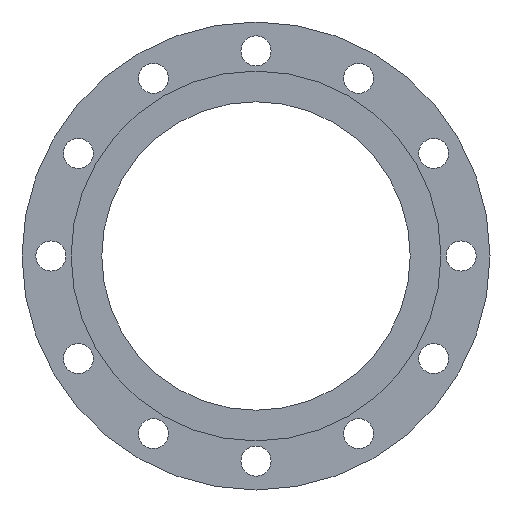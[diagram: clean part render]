
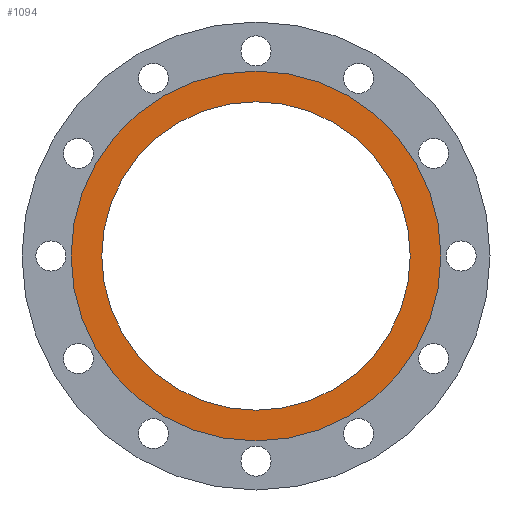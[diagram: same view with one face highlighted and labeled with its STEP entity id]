
A CAD part, front view. The second image highlights one B-rep face of the part: STEP entity #1094.
In plain terms, the highlighted planar face has unit normal (0, -1, 0).
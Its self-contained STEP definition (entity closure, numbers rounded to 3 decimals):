
#15 = ORIENTED_EDGE ( 'NONE', *, *, #1205, .F. ) ;
#17 = ORIENTED_EDGE ( 'NONE', *, *, #266, .T. ) ;
#44 = ORIENTED_EDGE ( 'NONE', *, *, #1286, .T. ) ;
#76 = CARTESIAN_POINT ( 'NONE',  ( 0., 0., 0. ) ) ;
#113 = CARTESIAN_POINT ( 'NONE',  ( 0., 0., 133.5 ) ) ;
#215 = CARTESIAN_POINT ( 'NONE',  ( 0., 0., 0. ) ) ;
#266 = EDGE_CURVE ( 'NONE', #945, #1004, #955, .T. ) ;
#368 = VERTEX_POINT ( 'NONE', #1087 ) ;
#382 = AXIS2_PLACEMENT_3D ( 'NONE', #850, #1292, #558 ) ;
#408 = PLANE ( 'NONE',  #382 ) ;
#443 = DIRECTION ( 'NONE',  ( 0., 1., 0. ) ) ;
#499 = CARTESIAN_POINT ( 'NONE',  ( 0., 0., 0. ) ) ;
#523 = AXIS2_PLACEMENT_3D ( 'NONE', #76, #1066, #1312 ) ;
#530 = DIRECTION ( 'NONE',  ( 0., 1., 0. ) ) ;
#551 = DIRECTION ( 'NONE',  ( 0., 0., 1. ) ) ;
#558 = DIRECTION ( 'NONE',  ( 0., 0., -1. ) ) ;
#632 = FACE_OUTER_BOUND ( 'NONE', #1444, .T. ) ;
#699 = ORIENTED_EDGE ( 'NONE', *, *, #1017, .F. ) ;
#707 = CIRCLE ( 'NONE', #523, 160. ) ;
#714 = DIRECTION ( 'NONE',  ( 0., 0., 1. ) ) ;
#727 = CIRCLE ( 'NONE', #1007, 133.5 ) ;
#802 = EDGE_LOOP ( 'NONE', ( #17, #44 ) ) ;
#850 = CARTESIAN_POINT ( 'NONE',  ( 0., 0., 133.5 ) ) ;
#945 = VERTEX_POINT ( 'NONE', #113 ) ;
#955 = CIRCLE ( 'NONE', #1135, 133.5 ) ;
#1004 = VERTEX_POINT ( 'NONE', #1285 ) ;
#1007 = AXIS2_PLACEMENT_3D ( 'NONE', #499, #1372, #714 ) ;
#1017 = EDGE_CURVE ( 'NONE', #368, #1114, #707, .T. ) ;
#1059 = CIRCLE ( 'NONE', #1150, 160. ) ;
#1066 = DIRECTION ( 'NONE',  ( 0., 1., 0. ) ) ;
#1087 = CARTESIAN_POINT ( 'NONE',  ( 0., 0., 160. ) ) ;
#1094 = ADVANCED_FACE ( 'NONE', ( #1405, #632 ), #408, .T. ) ;
#1114 = VERTEX_POINT ( 'NONE', #1321 ) ;
#1135 = AXIS2_PLACEMENT_3D ( 'NONE', #1200, #530, #1438 ) ;
#1150 = AXIS2_PLACEMENT_3D ( 'NONE', #215, #443, #551 ) ;
#1200 = CARTESIAN_POINT ( 'NONE',  ( 0., 0., 0. ) ) ;
#1205 = EDGE_CURVE ( 'NONE', #1114, #368, #1059, .T. ) ;
#1285 = CARTESIAN_POINT ( 'NONE',  ( 0., 0., -133.5 ) ) ;
#1286 = EDGE_CURVE ( 'NONE', #1004, #945, #727, .T. ) ;
#1292 = DIRECTION ( 'NONE',  ( 0., -1., 0. ) ) ;
#1312 = DIRECTION ( 'NONE',  ( 0., 0., 1. ) ) ;
#1321 = CARTESIAN_POINT ( 'NONE',  ( 0., 0., -160. ) ) ;
#1372 = DIRECTION ( 'NONE',  ( 0., 1., 0. ) ) ;
#1405 = FACE_BOUND ( 'NONE', #802, .T. ) ;
#1438 = DIRECTION ( 'NONE',  ( 0., 0., 1. ) ) ;
#1444 = EDGE_LOOP ( 'NONE', ( #699, #15 ) ) ;
